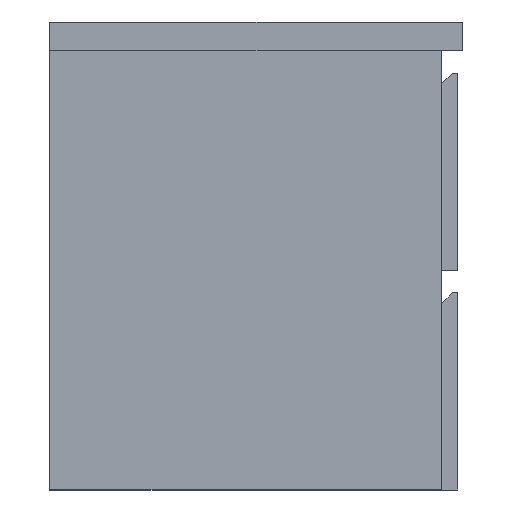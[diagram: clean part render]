
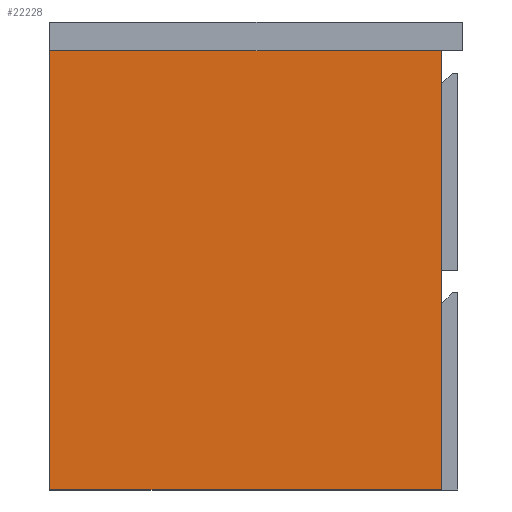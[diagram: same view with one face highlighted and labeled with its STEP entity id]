
A CAD part, left-side view. The second image highlights one B-rep face of the part: STEP entity #22228.
In plain terms, the highlighted face is planar.
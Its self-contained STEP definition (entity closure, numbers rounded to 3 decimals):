
#1245 = CARTESIAN_POINT ( 'NONE',  ( 0., 0., -2. ) ) ;
#1543 = EDGE_CURVE ( 'EFI100', #23930, #6311, #4141, .T. ) ;
#1735 = DIRECTION ( 'NONE',  ( 0., 0., -1. ) ) ;
#1885 = DIRECTION ( 'NONE',  ( -1., 0., 0. ) ) ;
#1912 = ORIENTED_EDGE ( 'NONE', *, *, #1543, .F. ) ;
#1976 = PLANE ( 'NONE',  #11631 ) ;
#2110 = CARTESIAN_POINT ( 'NONE',  ( 0., 437., -2. ) ) ;
#2121 = EDGE_CURVE ( 'EFI103', #6311, #19868, #9087, .T. ) ;
#4141 = LINE ( 'NONE', #11355, #9921 ) ;
#6148 = ORIENTED_EDGE ( 'NONE', *, *, #2121, .F. ) ;
#6212 = DIRECTION ( 'NONE',  ( 0., -1., 0. ) ) ;
#6311 = VERTEX_POINT ( 'NONE', #18997 ) ;
#7163 = CARTESIAN_POINT ( 'NONE',  ( 0., 0., -2. ) ) ;
#8367 = FACE_OUTER_BOUND ( 'NONE', #23936, .T. ) ;
#9087 = LINE ( 'NONE', #17457, #16674 ) ;
#9921 = VECTOR ( 'NONE', #20622, 1000. ) ;
#10666 = LINE ( 'NONE', #1245, #13858 ) ;
#10795 = DIRECTION ( 'NONE',  ( 1., 0., 0. ) ) ;
#11355 = CARTESIAN_POINT ( 'NONE',  ( 490., 437., -2. ) ) ;
#11577 = CARTESIAN_POINT ( 'NONE',  ( 490., 0., -2. ) ) ;
#11631 = AXIS2_PLACEMENT_3D ( 'NONE', #13054, #1735, #1885 ) ;
#13054 = CARTESIAN_POINT ( 'NONE',  ( 0., 437., -2. ) ) ;
#13368 = VERTEX_POINT ( 'NONE', #7163 ) ;
#13757 = DIRECTION ( 'NONE',  ( -1., 0., 0. ) ) ;
#13858 = VECTOR ( 'NONE', #10795, 1000. ) ;
#15141 = EDGE_CURVE ( 'EFI101', #13368, #23930, #10666, .T. ) ;
#16674 = VECTOR ( 'NONE', #13757, 1000. ) ;
#17188 = LINE ( 'NONE', #17394, #21623 ) ;
#17394 = CARTESIAN_POINT ( 'NONE',  ( 0., 437., -2. ) ) ;
#17457 = CARTESIAN_POINT ( 'NONE',  ( 0., 437., -2. ) ) ;
#18873 = ORIENTED_EDGE ( 'NONE', *, *, #23543, .F. ) ;
#18997 = CARTESIAN_POINT ( 'NONE',  ( 490., 437., -2. ) ) ;
#19024 = ORIENTED_EDGE ( 'NONE', *, *, #15141, .F. ) ;
#19868 = VERTEX_POINT ( 'NONE', #2110 ) ;
#20622 = DIRECTION ( 'NONE',  ( 0., 1., 0. ) ) ;
#21623 = VECTOR ( 'NONE', #6212, 1000. ) ;
#22228 = ADVANCED_FACE ( 'NONE', ( #8367 ), #1976, .T. ) ;
#23543 = EDGE_CURVE ( 'EFI102', #19868, #13368, #17188, .T. ) ;
#23930 = VERTEX_POINT ( 'NONE', #11577 ) ;
#23936 = EDGE_LOOP ( 'NONE', ( #18873, #6148, #1912, #19024 ) ) ;
